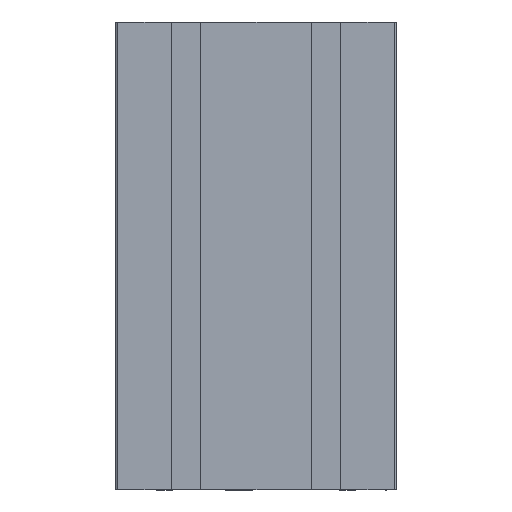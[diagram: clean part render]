
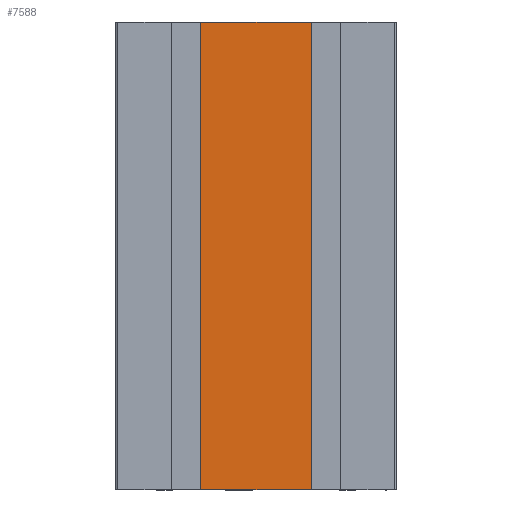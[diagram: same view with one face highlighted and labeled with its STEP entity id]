
A CAD part, front view. The second image highlights one B-rep face of the part: STEP entity #7588.
In plain terms, the highlighted planar face has unit normal (0, -1, 0).
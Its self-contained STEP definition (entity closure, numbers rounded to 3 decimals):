
#36 = LINE ( 'NONE', #238, #1929 ) ;
#238 = CARTESIAN_POINT ( 'NONE',  ( 8011.802, 3867.199, 100. ) ) ;
#268 = AXIS2_PLACEMENT_3D ( 'NONE', #3864, #8250, #3042 ) ;
#413 = DIRECTION ( 'NONE',  ( 1., 0., 0. ) ) ;
#414 = CARTESIAN_POINT ( 'NONE',  ( 8011.802, 3867.199, 0. ) ) ;
#544 = PLANE ( 'NONE',  #268 ) ;
#641 = LINE ( 'NONE', #761, #9581 ) ;
#761 = CARTESIAN_POINT ( 'NONE',  ( 8011.802, 3867.199, 0. ) ) ;
#794 = CARTESIAN_POINT ( 'NONE',  ( 8035.502, 3867.199, 100. ) ) ;
#1422 = VECTOR ( 'NONE', #2645, 1000. ) ;
#1777 = CARTESIAN_POINT ( 'NONE',  ( 8011.802, 3867.199, 100. ) ) ;
#1790 = ORIENTED_EDGE ( 'NONE', *, *, #4749, .T. ) ;
#1929 = VECTOR ( 'NONE', #6977, 1000. ) ;
#2191 = VERTEX_POINT ( 'NONE', #2829 ) ;
#2393 = LINE ( 'NONE', #794, #10942 ) ;
#2645 = DIRECTION ( 'NONE',  ( 0., 0., 1. ) ) ;
#2734 = ORIENTED_EDGE ( 'NONE', *, *, #10247, .F. ) ;
#2829 = CARTESIAN_POINT ( 'NONE',  ( 8035.502, 3867.199, 0. ) ) ;
#2921 = CARTESIAN_POINT ( 'NONE',  ( 8035.502, 3867.199, 100. ) ) ;
#2973 = VERTEX_POINT ( 'NONE', #414 ) ;
#3042 = DIRECTION ( 'NONE',  ( -1., 0., 0. ) ) ;
#3270 = EDGE_LOOP ( 'NONE', ( #4716, #5796, #2734, #1790 ) ) ;
#3495 = VERTEX_POINT ( 'NONE', #2921 ) ;
#3864 = CARTESIAN_POINT ( 'NONE',  ( 8011.802, 3867.199, 100. ) ) ;
#4716 = ORIENTED_EDGE ( 'NONE', *, *, #6718, .T. ) ;
#4749 = EDGE_CURVE ( 'NONE', #2973, #2191, #641, .T. ) ;
#5796 = ORIENTED_EDGE ( 'NONE', *, *, #10875, .F. ) ;
#5961 = LINE ( 'NONE', #1777, #1422 ) ;
#6718 = EDGE_CURVE ( 'NONE', #2191, #3495, #2393, .T. ) ;
#6977 = DIRECTION ( 'NONE',  ( 1., 0., 0. ) ) ;
#7296 = CARTESIAN_POINT ( 'NONE',  ( 8011.802, 3867.199, 100. ) ) ;
#7572 = DIRECTION ( 'NONE',  ( 0., 0., 1. ) ) ;
#7588 = ADVANCED_FACE ( 'NONE', ( #8997 ), #544, .F. ) ;
#8250 = DIRECTION ( 'NONE',  ( 0., 1., 0. ) ) ;
#8754 = VERTEX_POINT ( 'NONE', #7296 ) ;
#8997 = FACE_OUTER_BOUND ( 'NONE', #3270, .T. ) ;
#9581 = VECTOR ( 'NONE', #413, 1000. ) ;
#10247 = EDGE_CURVE ( 'NONE', #2973, #8754, #5961, .T. ) ;
#10875 = EDGE_CURVE ( 'NONE', #8754, #3495, #36, .T. ) ;
#10942 = VECTOR ( 'NONE', #7572, 1000. ) ;
